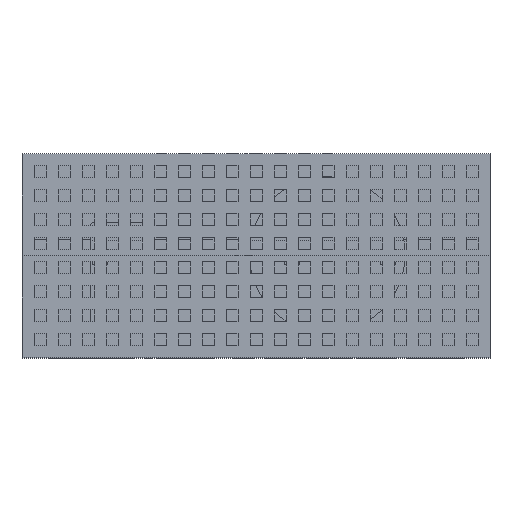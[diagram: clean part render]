
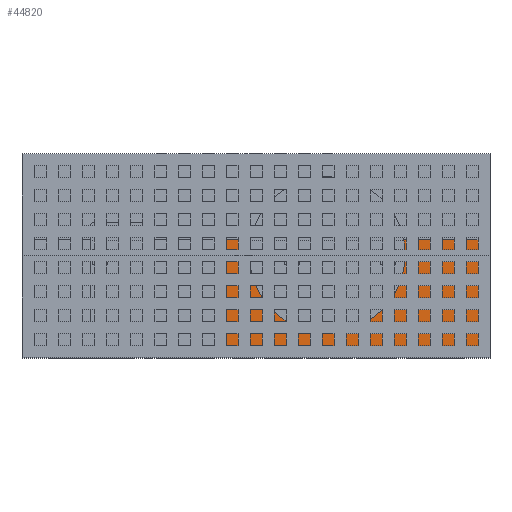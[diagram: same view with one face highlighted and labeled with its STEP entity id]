
A CAD part, top view. The second image highlights one B-rep face of the part: STEP entity #44820.
In plain terms, the highlighted planar face has unit normal (0, 0, 1).
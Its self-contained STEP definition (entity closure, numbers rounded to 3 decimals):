
#49=CIRCLE('',#46782,9.75);
#3258=FACE_OUTER_BOUND('',#5929,.T.);
#5929=EDGE_LOOP('',(#40500,#40501,#40502,#40503,#40504,#40505));
#10269=LINE('',#68838,#16196);
#10569=LINE('',#69410,#16496);
#10747=LINE('',#69751,#16674);
#10798=LINE('',#69850,#16725);
#11870=LINE('',#71956,#17797);
#16196=VECTOR('',#53867,10.);
#16496=VECTOR('',#54349,10.);
#16674=VECTOR('',#54543,1000.);
#16725=VECTOR('',#54596,10.);
#17797=VECTOR('',#56494,10.);
#20888=VERTEX_POINT('',#68835);
#20889=VERTEX_POINT('',#68837);
#21069=VERTEX_POINT('',#69407);
#21070=VERTEX_POINT('',#69409);
#21225=VERTEX_POINT('',#69750);
#21893=VERTEX_POINT('',#71955);
#26563=EDGE_CURVE('',#20888,#20889,#10269,.T.);
#26863=EDGE_CURVE('',#21069,#21070,#10569,.T.);
#27041=EDGE_CURVE('',#20889,#21225,#10747,.T.);
#27092=EDGE_CURVE('',#20888,#21070,#10798,.T.);
#28164=EDGE_CURVE('',#21893,#21225,#11870,.T.);
#28178=EDGE_CURVE('',#21893,#21069,#49,.T.);
#40500=ORIENTED_EDGE('',*,*,#27092,.T.);
#40501=ORIENTED_EDGE('',*,*,#26863,.F.);
#40502=ORIENTED_EDGE('',*,*,#28178,.F.);
#40503=ORIENTED_EDGE('',*,*,#28164,.T.);
#40504=ORIENTED_EDGE('',*,*,#27041,.F.);
#40505=ORIENTED_EDGE('',*,*,#26563,.F.);
#42723=PLANE('',#46781);
#44820=ADVANCED_FACE('',(#3258),#42723,.T.);
#46781=AXIS2_PLACEMENT_3D('',#71994,#56538,#56539);
#46782=AXIS2_PLACEMENT_3D('',#71995,#56540,#56541);
#53867=DIRECTION('',(-1.,0.,0.));
#54349=DIRECTION('',(1.,0.,0.));
#54543=DIRECTION('',(0.,1.,0.));
#54596=DIRECTION('',(0.,1.,0.));
#56494=DIRECTION('',(-1.,0.,0.));
#56538=DIRECTION('center_axis',(0.,0.,1.));
#56539=DIRECTION('ref_axis',(0.,-1.,0.));
#56540=DIRECTION('center_axis',(0.,0.,1.));
#56541=DIRECTION('ref_axis',(0.,-1.,0.));
#68835=CARTESIAN_POINT('',(29.25,-25.25,-12.5));
#68837=CARTESIAN_POINT('',(-2.25,-25.25,-12.5));
#68838=CARTESIAN_POINT('',(-13.802,-25.25,-12.5));
#69407=CARTESIAN_POINT('',(19.973,-12.,-12.5));
#69409=CARTESIAN_POINT('',(29.25,-12.,-12.5));
#69410=CARTESIAN_POINT('',(14.5,-12.,-12.5));
#69750=CARTESIAN_POINT('',(-2.25,-12.,-12.5));
#69751=CARTESIAN_POINT('',(-2.25,-1.25,-12.5));
#69850=CARTESIAN_POINT('',(29.25,-15.125,-12.5));
#71955=CARTESIAN_POINT('',(0.827,-12.,-12.5));
#71956=CARTESIAN_POINT('',(1.,-12.,-12.5));
#71994=CARTESIAN_POINT('Origin',(0.,-14.,-12.5));
#71995=CARTESIAN_POINT('Origin',(10.4,-13.85,-12.5));
